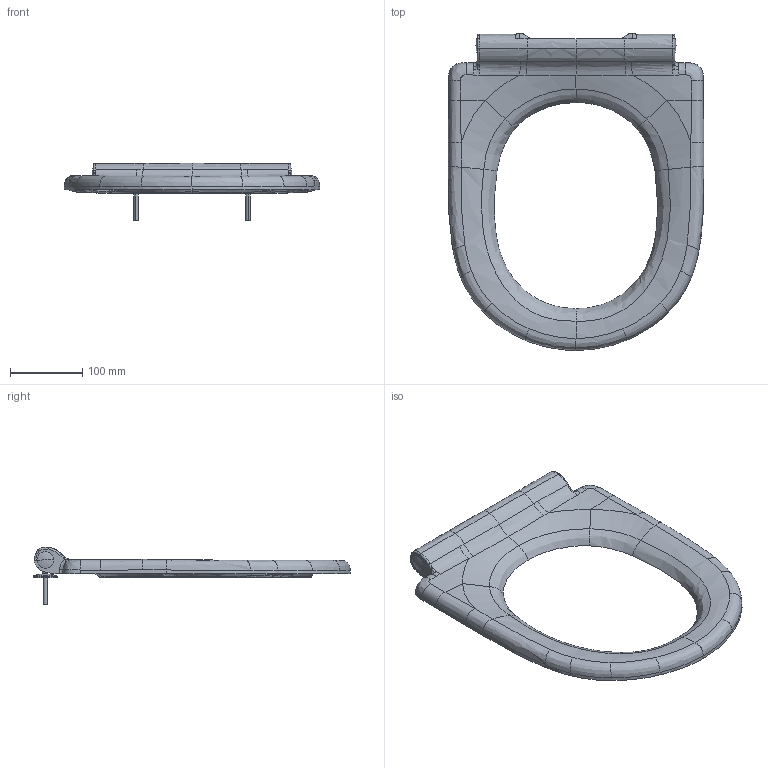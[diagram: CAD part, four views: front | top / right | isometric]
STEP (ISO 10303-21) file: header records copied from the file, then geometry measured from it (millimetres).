
FILE_DESCRIPTION(/* description */ (''),/* implementation_level */ '2;1');
FILE_NAME(/* name */ '9M7161_WCRS.stp',/* time_stamp */ '2021-11-09T10:00:29+01:00',/* author */ (''),/* organization */ (''),/* preprocessor_version */ 'ST-DEVELOPER v18.1',/* originating_system */ 'SIEMENS PLM Software NX 1973',/* authorisation */ '');
FILE_SCHEMA (('AUTOMOTIVE_DESIGN { 1 0 10303 214 3 1 1 1 }'));
Products named in the file (1): Muel082477C2akan
Bounding box: 353.99 x 438.5 x 80.14 mm (x, y, z)
Volume: 613774.4 mm3; surface area: 233326 mm2
Topology: 9 solids, 9 shells, 548 faces, 1331 edges, 811 vertices
Faces by surface type: bspline 362, cylinder 67, plane 54, cone 26, extrusion 19, torus 16, sphere 4
Full cylindrical faces by diameter (mm): 6.3 x3, 7 x2
Entity records: 45885 total; most frequent: CARTESIAN_POINT 35790, ORIENTED_EDGE 2676, EDGE_CURVE 1338, DIRECTION 979, B_SPLINE_CURVE_WITH_KNOTS 957, VERTEX_POINT 826, EDGE_LOOP 574, ADVANCED_FACE 547
